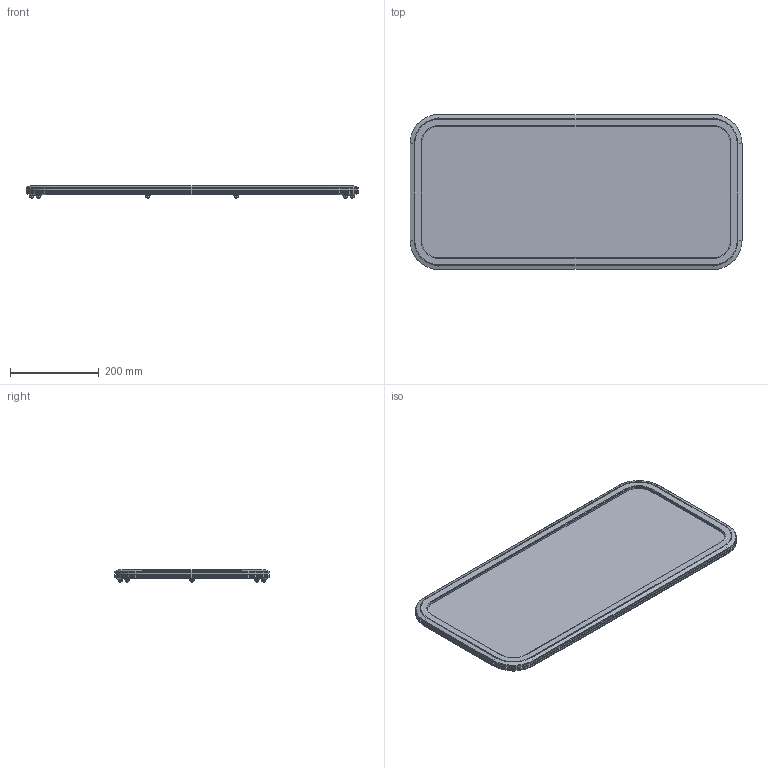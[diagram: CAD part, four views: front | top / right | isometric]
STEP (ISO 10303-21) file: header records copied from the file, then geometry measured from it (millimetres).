
FILE_DESCRIPTION (( 'STEP AP203' ), '1' );
FILE_NAME ('C-463-A-3070-Silver.STEP', '2018-10-19T08:01:18', ( '' ), ( '' ), 'SwSTEP 2.0', 'SolidWorks 2014', '' );
FILE_SCHEMA (( 'CONFIG_CONTROL_DESIGN' ));
Length unit declared in the file: millimetre
Products named in the file (13): C-463-A-3070-Silver_内枠Assy_; C-463-A-3070-Silver_パッキン__外枠・内側ﾊﾟｯｷﾝ; C-463-A-3070-Silver_網入りガラス_; C-463-A-3070-Silver_パッキン__内枠・外側ﾊﾟｯｷﾝ; C-463-A-3070-Silver_外枠_; C-463-A-3070-Silver_˜ZŠpƒiƒbƒgver1.01__M5ƒtƒ‰ƒ“ƒWƒiƒbƒg; C-463-A-3070-Silver_外枠Assy_; C-463-A-3070-Silver; C-463-A-3070-Silver_パッキン__内枠・内側ﾊﾟｯｷﾝ; C-463-A-3070-Silver_パッキン__外枠・外側ﾊﾟｯｷﾝ; C-463-A-3070-Silver_窓枠_; C-463-A-3070-Silver_スタッドボルト; C-463-A-3070-Silver_内枠_
Assembly tree (30 placements, depth 4):
  C-463-A-3070-Silver
    C-463-A-3070-Silver_窓枠_
      C-463-A-3070-Silver_外枠Assy_
        C-463-A-3070-Silver_外枠_
        C-463-A-3070-Silver_パッキン__外枠・外側ﾊﾟｯｷﾝ
        C-463-A-3070-Silver_パッキン__外枠・内側ﾊﾟｯｷﾝ
      C-463-A-3070-Silver_内枠Assy_
        C-463-A-3070-Silver_内枠_
        C-463-A-3070-Silver_パッキン__内枠・外側ﾊﾟｯｷﾝ
        C-463-A-3070-Silver_パッキン__内枠・内側ﾊﾟｯｷﾝ
      C-463-A-3070-Silver_˜ZŠpƒiƒbƒgver1.01__M5ƒtƒ‰ƒ“ƒWƒiƒbƒg  x10
      C-463-A-3070-Silver_スタッドボルト  x10
    C-463-A-3070-Silver_網入りガラス_
Bounding box: 750 x 350 x 27.5 mm (x, y, z)
Volume: 2216266.2 mm3; surface area: 912575.7 mm2
Topology: 27 solids, 27 shells, 650 faces, 1504 edges, 906 vertices
Faces by surface type: plane 218, cylinder 212, cone 192, torus 28
Entity records: 12633 total; most frequent: DIRECTION 2018, CARTESIAN_POINT 1900, ORIENTED_EDGE 1744, EDGE_CURVE 872, AXIS2_PLACEMENT_3D 768, VERTEX_POINT 546, LINE 482, VECTOR 482
